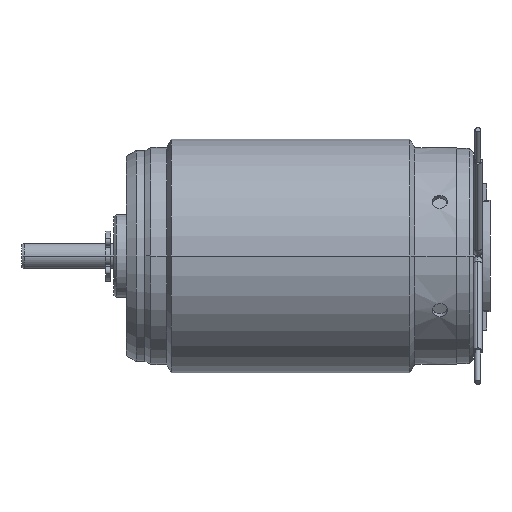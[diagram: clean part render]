
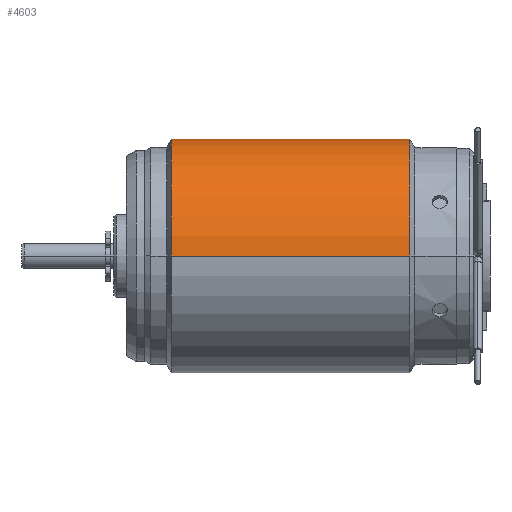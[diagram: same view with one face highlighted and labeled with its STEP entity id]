
A CAD part, front view. The second image highlights one B-rep face of the part: STEP entity #4603.
In plain terms, the highlighted cylindrical face has radius 14 mm (diameter 28 mm), a partial arc.
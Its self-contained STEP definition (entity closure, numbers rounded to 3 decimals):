
#455=CARTESIAN_POINT('',(13.725,0.,0.));
#456=DIRECTION('',(-1.,0.,0.));
#457=DIRECTION('',(0.,-1.,0.));
#458=AXIS2_PLACEMENT_3D('',#455,#456,#457);
#460=CARTESIAN_POINT('',(-14.806,0.,0.));
#461=DIRECTION('',(-1.,0.,0.));
#462=DIRECTION('',(0.,-1.,0.));
#463=AXIS2_PLACEMENT_3D('',#460,#461,#462);
#465=DIRECTION('',(-1.,0.,0.));
#466=VECTOR('',#465,28.531);
#467=CARTESIAN_POINT('',(13.725,14.,0.));
#468=LINE('',#467,#466);
#474=DIRECTION('',(1.,0.,0.));
#475=VECTOR('',#474,28.531);
#476=CARTESIAN_POINT('',(-14.806,-14.,0.));
#477=LINE('',#476,#475);
#3420=CARTESIAN_POINT('',(-14.806,14.,0.));
#3421=CARTESIAN_POINT('',(-14.806,-14.,0.));
#3422=VERTEX_POINT('',#3420);
#3423=VERTEX_POINT('',#3421);
#3424=CARTESIAN_POINT('',(13.725,14.,0.));
#3425=VERTEX_POINT('',#3424);
#3426=CARTESIAN_POINT('',(13.725,-14.,0.));
#3427=VERTEX_POINT('',#3426);
#4589=CARTESIAN_POINT('',(14.296,0.,0.));
#4590=DIRECTION('',(-1.,0.,0.));
#4591=DIRECTION('',(0.,1.,0.));
#4592=AXIS2_PLACEMENT_3D('',#4589,#4590,#4591);
#4593=CYLINDRICAL_SURFACE('',#4592,14.);
#4595=ORIENTED_EDGE('',*,*,#4594,.F.);
#4596=ORIENTED_EDGE('',*,*,#4584,.F.);
#4598=ORIENTED_EDGE('',*,*,#4597,.F.);
#4600=ORIENTED_EDGE('',*,*,#4599,.T.);
#4601=EDGE_LOOP('',(#4595,#4596,#4598,#4600));
#4602=FACE_OUTER_BOUND('',#4601,.F.);
#4603=ADVANCED_FACE('',(#4602),#4593,.T.);
#459=CIRCLE('',#458,14.);
#464=CIRCLE('',#463,14.);
#4584=EDGE_CURVE('',#3427,#3425,#459,.T.);
#4594=EDGE_CURVE('',#3425,#3422,#468,.T.);
#4597=EDGE_CURVE('',#3423,#3427,#477,.T.);
#4599=EDGE_CURVE('',#3423,#3422,#464,.T.);
